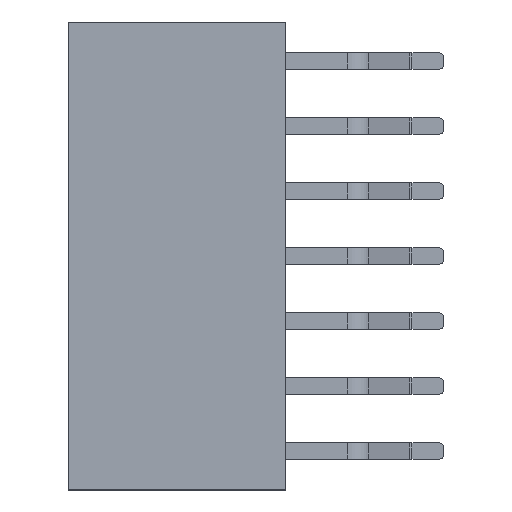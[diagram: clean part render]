
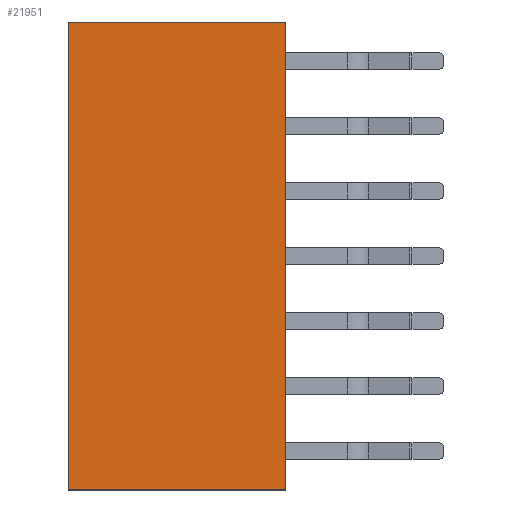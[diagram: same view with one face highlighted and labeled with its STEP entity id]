
A CAD part, top view. The second image highlights one B-rep face of the part: STEP entity #21951.
In plain terms, the highlighted planar face has unit normal (0, 0, 1).
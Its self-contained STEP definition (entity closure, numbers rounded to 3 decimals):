
#2566=ORIENTED_EDGE('',*,*,#6510,.F.);
#2567=ORIENTED_EDGE('',*,*,#6520,.F.);
#2568=ORIENTED_EDGE('',*,*,#6514,.T.);
#2569=ORIENTED_EDGE('',*,*,#6521,.T.);
#6510=EDGE_CURVE('',#8442,#8443,#10322,.T.);
#6514=EDGE_CURVE('',#8445,#8444,#10326,.T.);
#6520=EDGE_CURVE('',#8445,#8442,#10332,.T.);
#6521=EDGE_CURVE('',#8444,#8443,#10333,.T.);
#8442=VERTEX_POINT('',#30642);
#8443=VERTEX_POINT('',#30644);
#8444=VERTEX_POINT('',#30649);
#8445=VERTEX_POINT('',#30651);
#10322=LINE('',#30643,#12432);
#10326=LINE('',#30650,#12436);
#10332=LINE('',#30661,#12442);
#10333=LINE('',#30662,#12443);
#12432=VECTOR('',#25768,1000.);
#12436=VECTOR('',#25774,1000.);
#12442=VECTOR('',#25784,1000.);
#12443=VECTOR('',#25785,1000.);
#13525=EDGE_LOOP('',(#2566,#2567,#2568,#2569));
#14429=FACE_BOUND('',#13525,.T.);
#15309=PLANE('',#22834);
#21951=ADVANCED_FACE('',(#14429),#15309,.T.);
#22834=AXIS2_PLACEMENT_3D('',#30660,#25782,#25783);
#25768=DIRECTION('',(0.,1.,0.));
#25774=DIRECTION('',(0.,1.,0.));
#25782=DIRECTION('',(0.,0.,1.));
#25783=DIRECTION('',(0.,-1.,0.));
#25784=DIRECTION('',(-1.,0.,0.));
#25785=DIRECTION('',(-1.,0.,0.));
#30642=CARTESIAN_POINT('',(-9.14,-4.25,2.5));
#30643=CARTESIAN_POINT('',(-9.14,-4.25,2.5));
#30644=CARTESIAN_POINT('',(-9.14,4.25,2.5));
#30649=CARTESIAN_POINT('',(9.14,4.25,2.5));
#30650=CARTESIAN_POINT('',(9.14,-4.25,2.5));
#30651=CARTESIAN_POINT('',(9.14,-4.25,2.5));
#30660=CARTESIAN_POINT('',(9.14,-4.25,2.5));
#30661=CARTESIAN_POINT('',(9.14,-4.25,2.5));
#30662=CARTESIAN_POINT('',(9.14,4.25,2.5));
